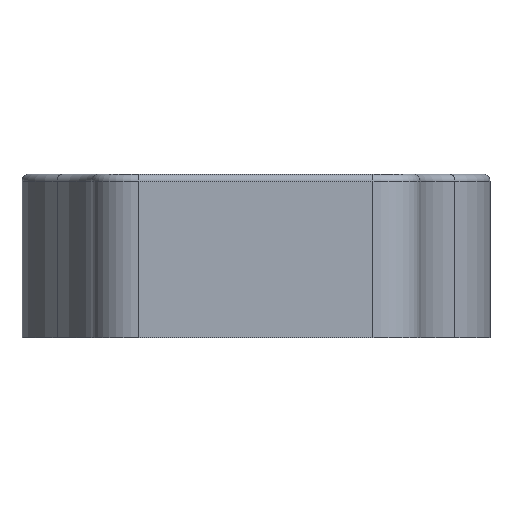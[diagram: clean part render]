
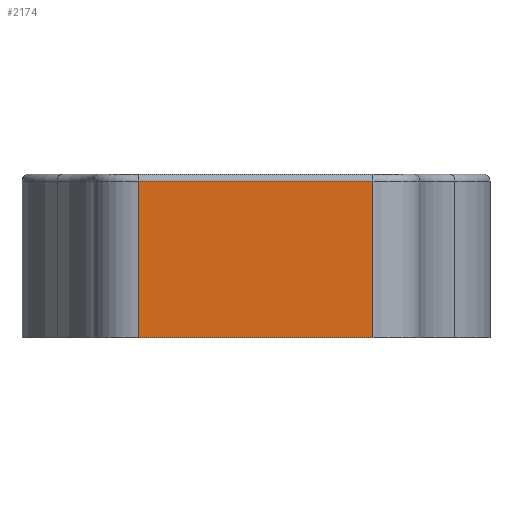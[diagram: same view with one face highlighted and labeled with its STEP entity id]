
A CAD part, front view. The second image highlights one B-rep face of the part: STEP entity #2174.
In plain terms, the highlighted planar face has unit normal (0, -1, 0).
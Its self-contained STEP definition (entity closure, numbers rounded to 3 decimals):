
#126 = PLANE('',#127);
#127 = AXIS2_PLACEMENT_3D('',#128,#129,#130);
#128 = CARTESIAN_POINT('',(0.,2.595,0.));
#129 = DIRECTION('',(0.,0.,1.));
#130 = DIRECTION('',(1.,0.,0.));
#362 = VERTEX_POINT('',#363);
#363 = CARTESIAN_POINT('',(-25.,-85.,0.));
#378 = CYLINDRICAL_SURFACE('',#379,10.);
#379 = AXIS2_PLACEMENT_3D('',#380,#381,#382);
#380 = CARTESIAN_POINT('',(-25.,-75.,0.));
#381 = DIRECTION('',(-0.,-0.,-1.));
#382 = DIRECTION('',(1.,0.,0.));
#390 = EDGE_CURVE('',#391,#362,#393,.T.);
#391 = VERTEX_POINT('',#392);
#392 = CARTESIAN_POINT('',(25.,-85.,0.));
#393 = SURFACE_CURVE('',#394,(#398,#405),.PCURVE_S1.);
#394 = LINE('',#395,#396);
#395 = CARTESIAN_POINT('',(25.,-85.,0.));
#396 = VECTOR('',#397,1.);
#397 = DIRECTION('',(-1.,0.,0.));
#398 = PCURVE('',#126,#399);
#399 = DEFINITIONAL_REPRESENTATION('',(#400),#404);
#400 = LINE('',#401,#402);
#401 = CARTESIAN_POINT('',(25.,-87.595));
#402 = VECTOR('',#403,1.);
#403 = DIRECTION('',(-1.,0.));
#404 = ( GEOMETRIC_REPRESENTATION_CONTEXT(2) 
PARAMETRIC_REPRESENTATION_CONTEXT() REPRESENTATION_CONTEXT('2D SPACE',''
  ) );
#405 = PCURVE('',#406,#411);
#406 = PLANE('',#407);
#407 = AXIS2_PLACEMENT_3D('',#408,#409,#410);
#408 = CARTESIAN_POINT('',(25.,-85.,0.));
#409 = DIRECTION('',(0.,-1.,0.));
#410 = DIRECTION('',(-1.,0.,0.));
#411 = DEFINITIONAL_REPRESENTATION('',(#412),#416);
#412 = LINE('',#413,#414);
#413 = CARTESIAN_POINT('',(0.,-0.));
#414 = VECTOR('',#415,1.);
#415 = DIRECTION('',(1.,0.));
#416 = ( GEOMETRIC_REPRESENTATION_CONTEXT(2) 
PARAMETRIC_REPRESENTATION_CONTEXT() REPRESENTATION_CONTEXT('2D SPACE',''
  ) );
#435 = CYLINDRICAL_SURFACE('',#436,10.);
#436 = AXIS2_PLACEMENT_3D('',#437,#438,#439);
#437 = CARTESIAN_POINT('',(25.,-75.,0.));
#438 = DIRECTION('',(-0.,-0.,-1.));
#439 = DIRECTION('',(1.,0.,0.));
#1306 = CYLINDRICAL_SURFACE('',#1307,1.5);
#1307 = AXIS2_PLACEMENT_3D('',#1308,#1309,#1310);
#1308 = CARTESIAN_POINT('',(25.,-83.5,33.5));
#1309 = DIRECTION('',(-1.,0.,0.));
#1310 = DIRECTION('',(0.,0.,1.));
#2130 = VERTEX_POINT('',#2131);
#2131 = CARTESIAN_POINT('',(-25.,-85.,33.5));
#2153 = EDGE_CURVE('',#362,#2130,#2154,.T.);
#2154 = SURFACE_CURVE('',#2155,(#2159,#2166),.PCURVE_S1.);
#2155 = LINE('',#2156,#2157);
#2156 = CARTESIAN_POINT('',(-25.,-85.,0.));
#2157 = VECTOR('',#2158,1.);
#2158 = DIRECTION('',(0.,0.,1.));
#2159 = PCURVE('',#378,#2160);
#2160 = DEFINITIONAL_REPRESENTATION('',(#2161),#2165);
#2161 = LINE('',#2162,#2163);
#2162 = CARTESIAN_POINT('',(-4.712,0.));
#2163 = VECTOR('',#2164,1.);
#2164 = DIRECTION('',(-0.,-1.));
#2165 = ( GEOMETRIC_REPRESENTATION_CONTEXT(2) 
PARAMETRIC_REPRESENTATION_CONTEXT() REPRESENTATION_CONTEXT('2D SPACE',''
  ) );
#2166 = PCURVE('',#406,#2167);
#2167 = DEFINITIONAL_REPRESENTATION('',(#2168),#2172);
#2168 = LINE('',#2169,#2170);
#2169 = CARTESIAN_POINT('',(50.,0.));
#2170 = VECTOR('',#2171,1.);
#2171 = DIRECTION('',(0.,-1.));
#2172 = ( GEOMETRIC_REPRESENTATION_CONTEXT(2) 
PARAMETRIC_REPRESENTATION_CONTEXT() REPRESENTATION_CONTEXT('2D SPACE',''
  ) );
#2174 = ADVANCED_FACE('',(#2175),#406,.T.);
#2175 = FACE_BOUND('',#2176,.T.);
#2176 = EDGE_LOOP('',(#2177,#2200,#2221,#2222));
#2177 = ORIENTED_EDGE('',*,*,#2178,.T.);
#2178 = EDGE_CURVE('',#391,#2179,#2181,.T.);
#2179 = VERTEX_POINT('',#2180);
#2180 = CARTESIAN_POINT('',(25.,-85.,33.5));
#2181 = SURFACE_CURVE('',#2182,(#2186,#2193),.PCURVE_S1.);
#2182 = LINE('',#2183,#2184);
#2183 = CARTESIAN_POINT('',(25.,-85.,0.));
#2184 = VECTOR('',#2185,1.);
#2185 = DIRECTION('',(0.,0.,1.));
#2186 = PCURVE('',#406,#2187);
#2187 = DEFINITIONAL_REPRESENTATION('',(#2188),#2192);
#2188 = LINE('',#2189,#2190);
#2189 = CARTESIAN_POINT('',(0.,-0.));
#2190 = VECTOR('',#2191,1.);
#2191 = DIRECTION('',(0.,-1.));
#2192 = ( GEOMETRIC_REPRESENTATION_CONTEXT(2) 
PARAMETRIC_REPRESENTATION_CONTEXT() REPRESENTATION_CONTEXT('2D SPACE',''
  ) );
#2193 = PCURVE('',#435,#2194);
#2194 = DEFINITIONAL_REPRESENTATION('',(#2195),#2199);
#2195 = LINE('',#2196,#2197);
#2196 = CARTESIAN_POINT('',(-4.712,0.));
#2197 = VECTOR('',#2198,1.);
#2198 = DIRECTION('',(-0.,-1.));
#2199 = ( GEOMETRIC_REPRESENTATION_CONTEXT(2) 
PARAMETRIC_REPRESENTATION_CONTEXT() REPRESENTATION_CONTEXT('2D SPACE',''
  ) );
#2200 = ORIENTED_EDGE('',*,*,#2201,.T.);
#2201 = EDGE_CURVE('',#2179,#2130,#2202,.T.);
#2202 = SURFACE_CURVE('',#2203,(#2207,#2214),.PCURVE_S1.);
#2203 = LINE('',#2204,#2205);
#2204 = CARTESIAN_POINT('',(25.,-85.,33.5));
#2205 = VECTOR('',#2206,1.);
#2206 = DIRECTION('',(-1.,0.,0.));
#2207 = PCURVE('',#406,#2208);
#2208 = DEFINITIONAL_REPRESENTATION('',(#2209),#2213);
#2209 = LINE('',#2210,#2211);
#2210 = CARTESIAN_POINT('',(0.,-33.5));
#2211 = VECTOR('',#2212,1.);
#2212 = DIRECTION('',(1.,0.));
#2213 = ( GEOMETRIC_REPRESENTATION_CONTEXT(2) 
PARAMETRIC_REPRESENTATION_CONTEXT() REPRESENTATION_CONTEXT('2D SPACE',''
  ) );
#2214 = PCURVE('',#1306,#2215);
#2215 = DEFINITIONAL_REPRESENTATION('',(#2216),#2220);
#2216 = LINE('',#2217,#2218);
#2217 = CARTESIAN_POINT('',(-1.571,0.));
#2218 = VECTOR('',#2219,1.);
#2219 = DIRECTION('',(-0.,1.));
#2220 = ( GEOMETRIC_REPRESENTATION_CONTEXT(2) 
PARAMETRIC_REPRESENTATION_CONTEXT() REPRESENTATION_CONTEXT('2D SPACE',''
  ) );
#2221 = ORIENTED_EDGE('',*,*,#2153,.F.);
#2222 = ORIENTED_EDGE('',*,*,#390,.F.);
